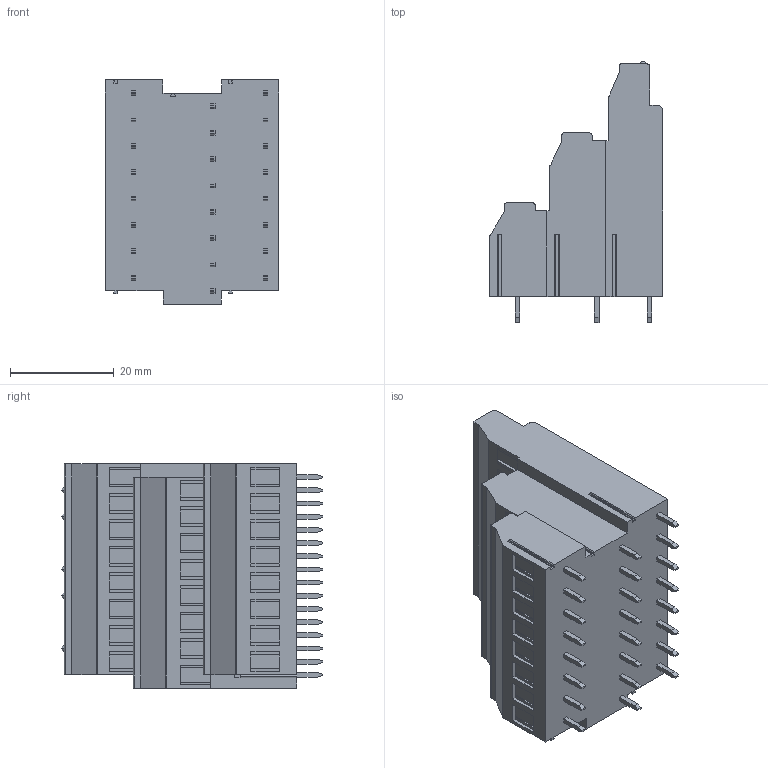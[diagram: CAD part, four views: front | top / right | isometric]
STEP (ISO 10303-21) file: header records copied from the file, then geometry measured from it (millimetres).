
FILE_DESCRIPTION((''),'2;1');
FILE_NAME('TL324VH3-XXP-XS','2025-01-09T17:07:00',('yanfa'),(''),'CREO PARAMETRIC BY PTC INC, 2018100','CREO PARAMETRIC BY PTC INC, 2018100','');
FILE_SCHEMA(('CONFIG_CONTROL_DESIGN','SHAPE_APPEARANCE_LAYERS_GROUPS'));
Length unit declared in the file: millimetre
Products named in the file (1): TL324VH3-XXP-XS
Bounding box: 33.4 x 50.3 x 43.18 mm (x, y, z)
Volume: 38088 mm3; surface area: 11550.6 mm2
Topology: 1 solids, 29 shells, 1031 faces, 2700 edges, 1778 vertices
Faces by surface type: plane 851, cylinder 122, torus 48, sphere 10
Entity records: 31620 total; most frequent: CARTESIAN_POINT 6027, ORIENTED_EDGE 5380, DIRECTION 5064, EDGE_CURVE 2690, VECTOR 2186, LINE 2186, VERTEX_POINT 1778, AXIS2_PLACEMENT_3D 1439
